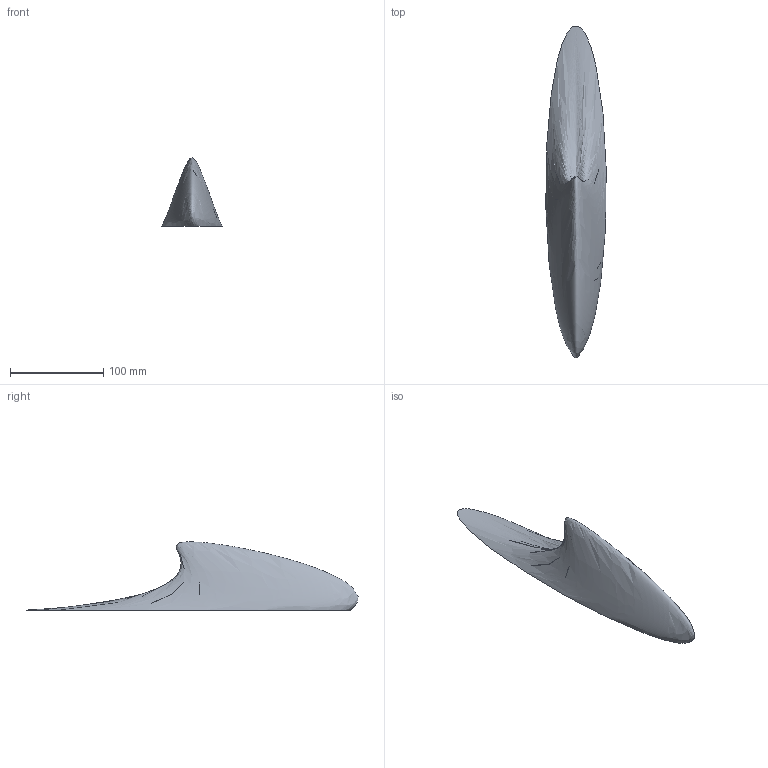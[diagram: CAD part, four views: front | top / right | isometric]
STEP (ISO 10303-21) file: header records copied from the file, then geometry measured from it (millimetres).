
FILE_DESCRIPTION(('FreeCAD Model'),'2;1');
FILE_NAME('Open CASCADE Shape Model','2025-05-03T07:23:12',('FreeCAD'),( 'FreeCAD'),'Open CASCADE STEP processor 7.6','FreeCAD','Unknown');
FILE_SCHEMA(('AUTOMOTIVE_DESIGN { 1 0 10303 214 1 1 1 1 }'));
Length unit declared in the file: millimetre
Products named in the file (1): Open CASCADE STEP translator 7.6 1
Bounding box: 64.72 x 355.9 x 73.14 mm (x, y, z)
Volume: 420176.3 mm3; surface area: 52832.8 mm2
Topology: 1 solids, 1 shells, 2 faces, 4 edges, 2 vertices
Faces by surface type: bspline 2
Entity records: 1635 total; most frequent: CARTESIAN_POINT 1600, ORIENTED_EDGE 4, DIRECTION 2, ADVANCED_FACE 2, FACE_BOUND 2, EDGE_LOOP 2, EDGE_CURVE 2, VERTEX_POINT 2
